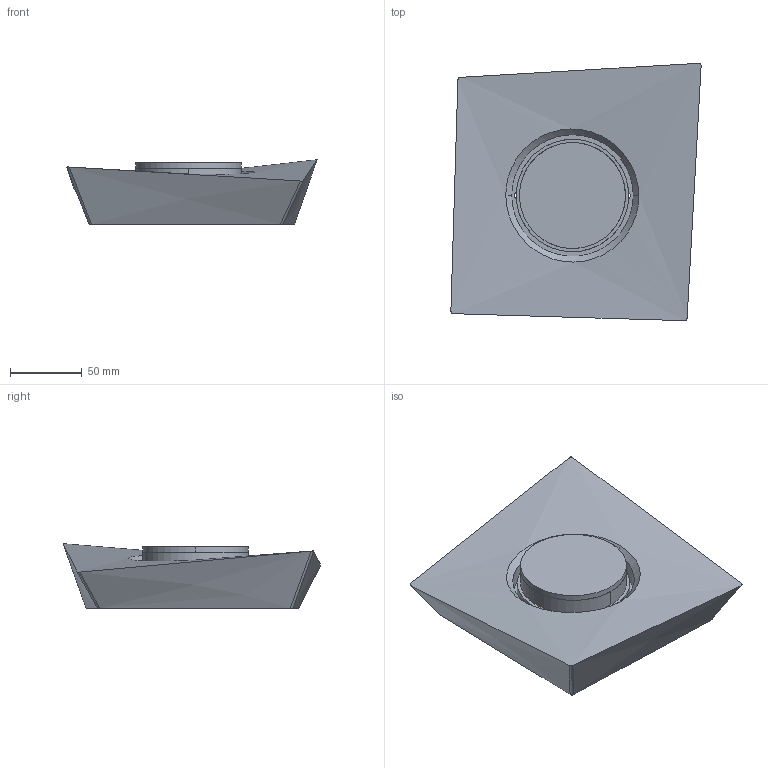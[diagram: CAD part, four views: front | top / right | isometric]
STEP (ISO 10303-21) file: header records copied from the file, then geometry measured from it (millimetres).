
FILE_DESCRIPTION(/* description */ (''),/* implementation_level */ '2;1');
FILE_NAME(/* name */ 'T371',/* time_stamp */ '2020-10-01T13:04:23+02:00',/* author */ (''),/* organization */ (''),/* preprocessor_version */ 'ST-DEVELOPER v16.5',/* originating_system */ '',/* authorisation */ '');
FILE_SCHEMA (('AUTOMOTIVE_DESIGN'));
Length unit declared in the file: millimetre
Products named in the file (1): Document
Bounding box: 174.83 x 179.82 x 44.89 mm (x, y, z)
Volume: 682393.3 mm3; surface area: 125155.1 mm2
Topology: 10 solids, 13 shells, 207 faces, 485 edges, 321 vertices
Faces by surface type: bspline 137, plane 70
Entity records: 6934 total; most frequent: CARTESIAN_POINT 3907, ORIENTED_EDGE 964, EDGE_CURVE 485, VERTEX_POINT 321, EDGE_LOOP 262, ADVANCED_FACE 207, FACE_OUTER_BOUND 207, B_SPLINE_CURVE_WITH_KNOTS 144
